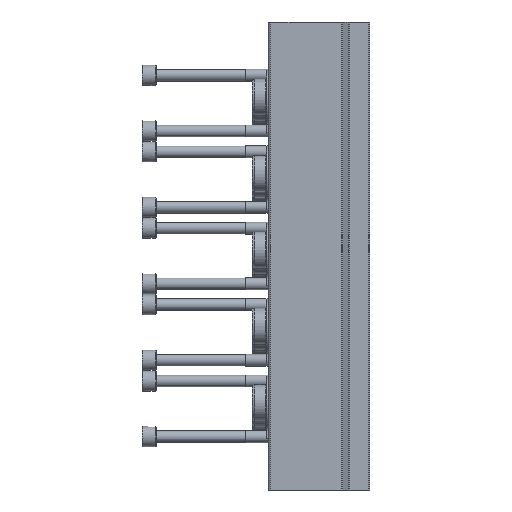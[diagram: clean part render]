
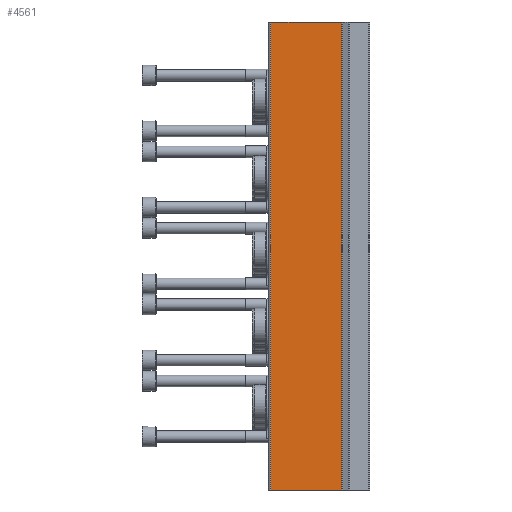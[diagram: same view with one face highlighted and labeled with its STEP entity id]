
A CAD part, left-side view. The second image highlights one B-rep face of the part: STEP entity #4561.
In plain terms, the highlighted planar face has unit normal (-1, 0, 0).
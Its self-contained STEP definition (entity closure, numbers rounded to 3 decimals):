
#188=PLANE('',#4918);
#648=ORIENTED_EDGE('',*,*,#1850,.F.);
#649=ORIENTED_EDGE('',*,*,#1849,.F.);
#650=ORIENTED_EDGE('',*,*,#1851,.T.);
#651=ORIENTED_EDGE('',*,*,#1852,.T.);
#1849=EDGE_CURVE('',#2450,#2448,#2886,.T.);
#1850=EDGE_CURVE('',#2448,#2451,#2887,.T.);
#1851=EDGE_CURVE('',#2450,#2452,#2888,.T.);
#1852=EDGE_CURVE('',#2452,#2451,#2889,.T.);
#2448=VERTEX_POINT('',#7314);
#2450=VERTEX_POINT('',#7318);
#2451=VERTEX_POINT('',#7322);
#2452=VERTEX_POINT('',#7324);
#2886=LINE('',#7319,#3183);
#2887=LINE('',#7321,#3184);
#2888=LINE('',#7323,#3185);
#2889=LINE('',#7325,#3186);
#3183=VECTOR('',#5533,1000.);
#3184=VECTOR('',#5536,1000.);
#3185=VECTOR('',#5537,1000.);
#3186=VECTOR('',#5538,1000.);
#3496=EDGE_LOOP('',(#648,#649,#650,#651));
#3981=FACE_BOUND('',#3496,.T.);
#4561=ADVANCED_FACE('',(#3981),#188,.T.);
#4918=AXIS2_PLACEMENT_3D('',#7320,#5534,#5535);
#5533=DIRECTION('',(0.,0.,1.));
#5534=DIRECTION('',(-1.,0.,0.));
#5535=DIRECTION('',(0.,0.,1.));
#5536=DIRECTION('',(0.,-1.,0.));
#5537=DIRECTION('',(0.,-1.,0.));
#5538=DIRECTION('',(0.,0.,1.));
#7314=CARTESIAN_POINT('',(-47.,41.5,0.));
#7318=CARTESIAN_POINT('',(-47.,41.5,-196.));
#7319=CARTESIAN_POINT('',(-47.,41.5,-196.));
#7320=CARTESIAN_POINT('',(-47.,41.5,-196.));
#7321=CARTESIAN_POINT('',(-47.,41.5,0.));
#7322=CARTESIAN_POINT('',(-47.,11.858,0.));
#7323=CARTESIAN_POINT('',(-47.,41.5,-196.));
#7324=CARTESIAN_POINT('',(-47.,11.858,-196.));
#7325=CARTESIAN_POINT('',(-47.,11.858,-196.));
